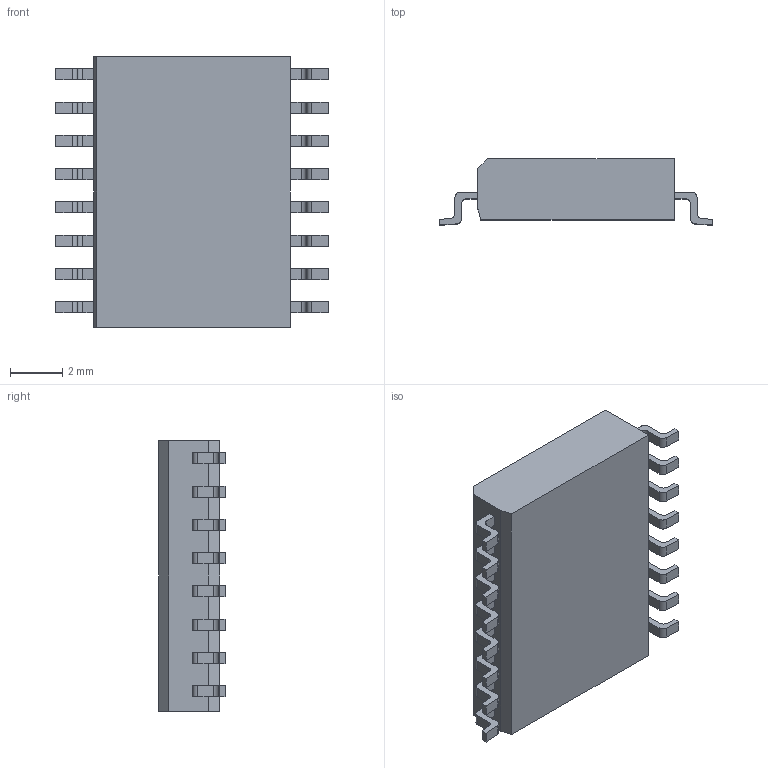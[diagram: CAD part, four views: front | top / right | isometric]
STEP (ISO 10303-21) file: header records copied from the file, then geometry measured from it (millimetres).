
FILE_DESCRIPTION((''),'2;1');
FILE_NAME('CDWBS16-PLC01-6','2012-07-30T',('ryans'),('Bourns, Inc.'),'PRO/ENGINEER BY PARAMETRIC TECHNOLOGY CORPORATION, 2010100','PRO/ENGINEER BY PARAMETRIC TECHNOLOGY CORPORATION, 2010100','');
FILE_SCHEMA(('CONFIG_CONTROL_DESIGN'));
Length unit declared in the file: millimetre
Products named in the file (1): CDWBS16-PLC01-6
Bounding box: 10.4 x 2.52 x 10.3 mm (x, y, z)
Volume: 182.3 mm3; surface area: 282.9 mm2
Topology: 1 solids, 1 shells, 218 faces, 600 edges, 400 vertices
Faces by surface type: plane 153, cylinder 65
Entity records: 6952 total; most frequent: CARTESIAN_POINT 1218, ORIENTED_EDGE 1200, DIRECTION 1166, EDGE_CURVE 600, VECTOR 470, LINE 470, VERTEX_POINT 400, AXIS2_PLACEMENT_3D 348
